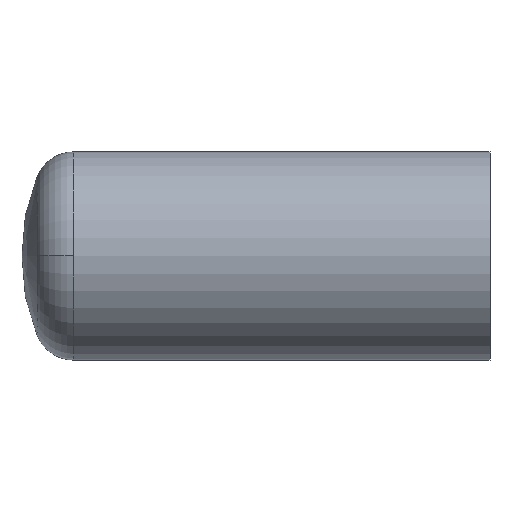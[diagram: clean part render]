
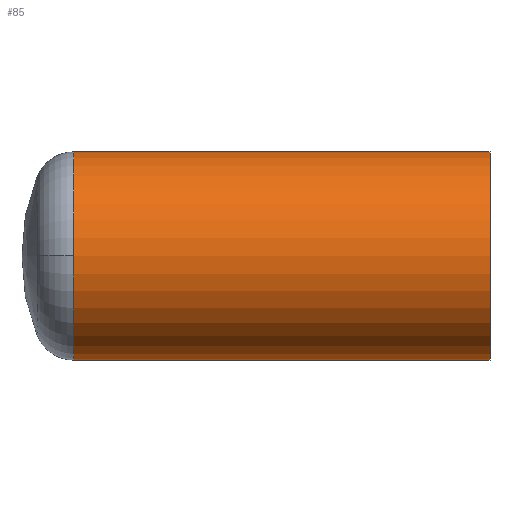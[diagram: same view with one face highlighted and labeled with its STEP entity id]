
A CAD part, top view. The second image highlights one B-rep face of the part: STEP entity #85.
In plain terms, the highlighted cylindrical face has radius 10 mm (diameter 20 mm), a partial arc.
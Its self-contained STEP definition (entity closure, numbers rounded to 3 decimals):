
#85 = ADVANCED_FACE( '', ( #110 ), #111, .T. );
#110 = FACE_OUTER_BOUND( '', #137, .T. );
#111 = CYLINDRICAL_SURFACE( '', #138, 10. );
#137 = EDGE_LOOP( '', ( #217, #218, #219, #220, #221 ) );
#138 = AXIS2_PLACEMENT_3D( '', #222, #223, #224 );
#217 = ORIENTED_EDGE( '', *, *, #245, .T. );
#218 = ORIENTED_EDGE( '', *, *, #242, .F. );
#219 = ORIENTED_EDGE( '', *, *, #264, .F. );
#220 = ORIENTED_EDGE( '', *, *, #247, .T. );
#221 = ORIENTED_EDGE( '', *, *, #263, .T. );
#222 = CARTESIAN_POINT( '', ( -19.983, 0., 0. ) );
#223 = DIRECTION( '', ( 1., 0., 0. ) );
#224 = DIRECTION( '', ( 0., 1., 0. ) );
#242 = EDGE_CURVE( '', #272, #274, #275, .T. );
#245 = EDGE_CURVE( '', #279, #274, #280, .T. );
#247 = EDGE_CURVE( '', #283, #281, #284, .T. );
#263 = EDGE_CURVE( '', #281, #279, #309, .T. );
#264 = EDGE_CURVE( '', #283, #272, #310, .T. );
#272 = VERTEX_POINT( '', #318 );
#274 = VERTEX_POINT( '', #320 );
#275 = CIRCLE( '', #321, 10. );
#279 = VERTEX_POINT( '', #325 );
#280 = LINE( '', #326, #327 );
#281 = VERTEX_POINT( '', #328 );
#283 = VERTEX_POINT( '', #330 );
#284 = LINE( '', #331, #332 );
#309 = CIRCLE( '', #359, 10. );
#310 = CIRCLE( '', #360, 10. );
#318 = CARTESIAN_POINT( '', ( -39.967, 0., 10. ) );
#320 = CARTESIAN_POINT( '', ( -39.967, 10., 0. ) );
#321 = AXIS2_PLACEMENT_3D( '', #374, #375, #376 );
#325 = CARTESIAN_POINT( '', ( 0., 10., 0. ) );
#326 = CARTESIAN_POINT( '', ( -19.983, 10., 0. ) );
#327 = VECTOR( '', #383, 1. );
#328 = CARTESIAN_POINT( '', ( 0., -10., 0. ) );
#330 = CARTESIAN_POINT( '', ( -39.967, -10., 0. ) );
#331 = CARTESIAN_POINT( '', ( -19.983, -10., 0. ) );
#332 = VECTOR( '', #387, 1. );
#359 = AXIS2_PLACEMENT_3D( '', #429, #430, #431 );
#360 = AXIS2_PLACEMENT_3D( '', #432, #433, #434 );
#374 = CARTESIAN_POINT( '', ( -39.967, 0., 0. ) );
#375 = DIRECTION( '', ( -1., 0., 0. ) );
#376 = DIRECTION( '', ( 0., 1., 0. ) );
#383 = DIRECTION( '', ( -1., 0., 0. ) );
#387 = DIRECTION( '', ( 1., 0., 0. ) );
#429 = CARTESIAN_POINT( '', ( 0., 0., 0. ) );
#430 = DIRECTION( '', ( -1., 0., 0. ) );
#431 = DIRECTION( '', ( 0., 1., 0. ) );
#432 = CARTESIAN_POINT( '', ( -39.967, 0., 0. ) );
#433 = DIRECTION( '', ( -1., 0., 0. ) );
#434 = DIRECTION( '', ( 0., 1., 0. ) );
